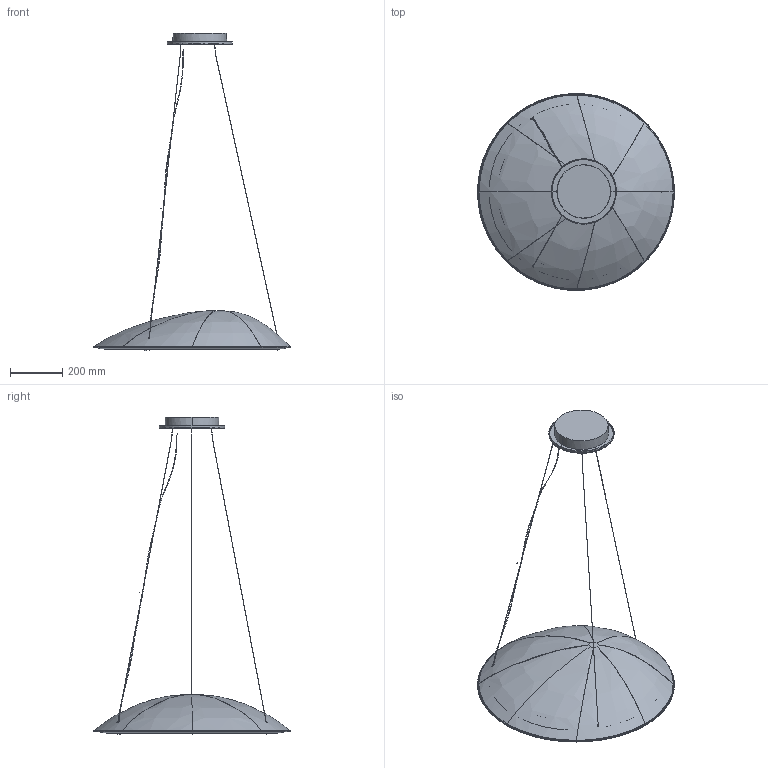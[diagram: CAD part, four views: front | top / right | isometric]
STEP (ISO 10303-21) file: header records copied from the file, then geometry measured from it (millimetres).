
FILE_DESCRIPTION(/* description */ (''),/* implementation_level */ '2;1');
FILE_NAME(/* name */ 'Ameluna',/* time_stamp */ '2025-02-06T09:52:24+01:00',/* author */ (''),/* organization */ (''),/* preprocessor_version */ 'ST-DEVELOPER v16.5',/* originating_system */ 'Rhino 7.37',/* authorisation */ '');
FILE_SCHEMA (('AUTOMOTIVE_DESIGN'));
Products named in the file (8): Document; Blocco 179; Blocco 277; Blocco 307; Blocco 42; Blocco 33; Blocco 32; Blocco 31
Assembly tree (7 placements, depth 2):
  Document
    Blocco 179
    Blocco 277
    Blocco 307
    Blocco 42
    Blocco 33
    Blocco 32
    Blocco 31
Bounding box: 753.14 x 753.17 x 1215.8 mm (x, y, z)
Volume: 1489632.6 mm3; surface area: 1673769.3 mm2
Topology: 2 solids, 691 shells, 901 faces, 3918 edges, 3522 vertices
Faces by surface type: bspline 606, plane 187, cylinder 108
Entity records: 102056 total; most frequent: CARTESIAN_POINT 69754, ORIENTED_EDGE 4326, EDGE_CURVE 3914, VERTEX_POINT 3522, B_SPLINE_CURVE_WITH_KNOTS 1990, COLOUR_RGB 1571, FILL_AREA_STYLE_COLOUR 1571, FILL_AREA_STYLE 1571
